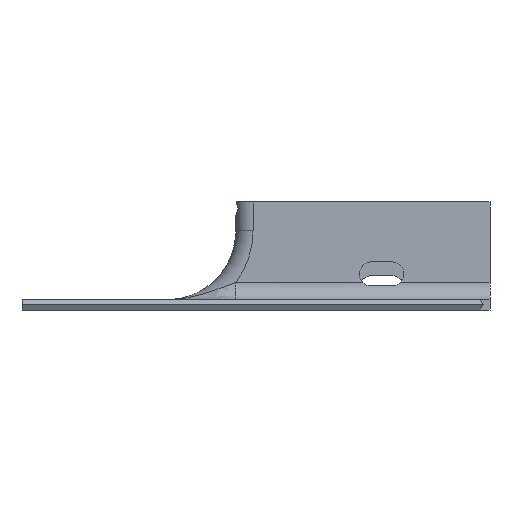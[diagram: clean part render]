
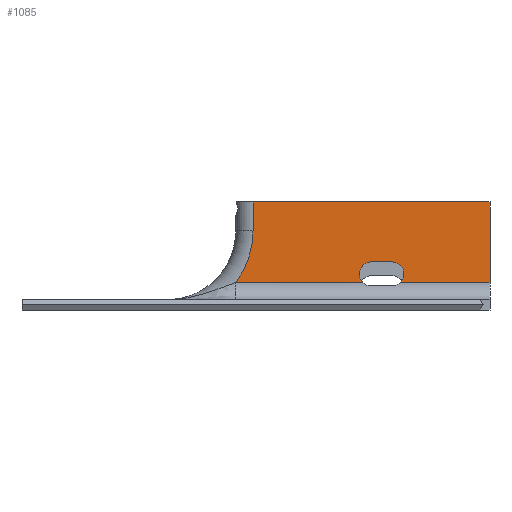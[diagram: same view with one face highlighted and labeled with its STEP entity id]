
A CAD part, left-side view. The second image highlights one B-rep face of the part: STEP entity #1085.
In plain terms, the highlighted planar face has unit normal (-1, 0, 0).
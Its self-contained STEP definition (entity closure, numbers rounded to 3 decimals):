
#63 = VERTEX_POINT ( 'NONE', #2123 ) ;
#85 = EDGE_CURVE ( 'NONE', #726, #2113, #1024, .T. ) ;
#108 = CARTESIAN_POINT ( 'NONE',  ( -43.774, 5.86, 6.5 ) ) ;
#120 = AXIS2_PLACEMENT_3D ( 'NONE', #322, #294, #819 ) ;
#136 = VERTEX_POINT ( 'NONE', #144 ) ;
#144 = CARTESIAN_POINT ( 'NONE',  ( -43.774, -68., 29.9 ) ) ;
#152 = DIRECTION ( 'NONE',  ( -1., 0., 0. ) ) ;
#167 = DIRECTION ( 'NONE',  ( 0., 1., 0. ) ) ;
#213 = ORIENTED_EDGE ( 'NONE', *, *, #1928, .T. ) ;
#264 = LINE ( 'NONE', #769, #1722 ) ;
#294 = DIRECTION ( 'NONE',  ( 1., 0., 0. ) ) ;
#297 = CIRCLE ( 'NONE', #1711, 3.5 ) ;
#319 = VERTEX_POINT ( 'NONE', #366 ) ;
#322 = CARTESIAN_POINT ( 'NONE',  ( -43.774, 5.86, 29.9 ) ) ;
#339 = DIRECTION ( 'NONE',  ( 1., 0., 0. ) ) ;
#343 = DIRECTION ( 'NONE',  ( 0., -1., 0. ) ) ;
#363 = LINE ( 'NONE', #657, #1545 ) ;
#364 = EDGE_CURVE ( 'NONE', #1427, #319, #680, .T. ) ;
#366 = CARTESIAN_POINT ( 'NONE',  ( -43.774, -33.5, 12.5 ) ) ;
#461 = EDGE_CURVE ( 'NONE', #533, #63, #264, .T. ) ;
#462 = ORIENTED_EDGE ( 'NONE', *, *, #364, .F. ) ;
#475 = PLANE ( 'NONE',  #120 ) ;
#489 = VERTEX_POINT ( 'NONE', #1601 ) ;
#519 = CARTESIAN_POINT ( 'NONE',  ( -43.774, 0.86, 29.9 ) ) ;
#520 = CARTESIAN_POINT ( 'NONE',  ( -43.774, 5.86, 12.5 ) ) ;
#533 = VERTEX_POINT ( 'NONE', #108 ) ;
#544 = CIRCLE ( 'NONE', #1754, 25. ) ;
#611 = DIRECTION ( 'NONE',  ( 0., -1., 0. ) ) ;
#647 = EDGE_CURVE ( 'NONE', #136, #489, #1537, .T. ) ;
#657 = CARTESIAN_POINT ( 'NONE',  ( -43.774, 5.86, 29.9 ) ) ;
#680 = LINE ( 'NONE', #520, #2063 ) ;
#684 = ORIENTED_EDGE ( 'NONE', *, *, #1386, .T. ) ;
#699 = DIRECTION ( 'NONE',  ( 0., 1., 0. ) ) ;
#700 = CARTESIAN_POINT ( 'NONE',  ( -43.774, -68., 29.9 ) ) ;
#726 = VERTEX_POINT ( 'NONE', #519 ) ;
#737 = CARTESIAN_POINT ( 'NONE',  ( -43.774, 5.86, 6.5 ) ) ;
#753 = EDGE_CURVE ( 'NONE', #726, #136, #363, .T. ) ;
#769 = CARTESIAN_POINT ( 'NONE',  ( -43.774, 5.86, 6.5 ) ) ;
#805 = DIRECTION ( 'NONE',  ( 0., 0., -1. ) ) ;
#819 = DIRECTION ( 'NONE',  ( 0., 1., 0. ) ) ;
#847 = CARTESIAN_POINT ( 'NONE',  ( -43.774, 0.86, 29.9 ) ) ;
#851 = DIRECTION ( 'NONE',  ( 0., 1., 0. ) ) ;
#855 = VERTEX_POINT ( 'NONE', #1568 ) ;
#885 = CIRCLE ( 'NONE', #1234, 3.5 ) ;
#966 = CARTESIAN_POINT ( 'NONE',  ( -43.774, 25.86, 21.5 ) ) ;
#989 = CARTESIAN_POINT ( 'NONE',  ( -43.774, -39.5, 12.5 ) ) ;
#1024 = LINE ( 'NONE', #847, #1826 ) ;
#1085 = ADVANCED_FACE ( 'NONE', ( #1466 ), #475, .F. ) ;
#1141 = ORIENTED_EDGE ( 'NONE', *, *, #2042, .F. ) ;
#1159 = VECTOR ( 'NONE', #1731, 1000. ) ;
#1177 = DIRECTION ( 'NONE',  ( -1., 0., 0. ) ) ;
#1199 = CARTESIAN_POINT ( 'NONE',  ( -43.774, -39.5, 9. ) ) ;
#1234 = AXIS2_PLACEMENT_3D ( 'NONE', #1633, #152, #167 ) ;
#1312 = ORIENTED_EDGE ( 'NONE', *, *, #461, .T. ) ;
#1358 = DIRECTION ( 'NONE',  ( 0., 0., -1. ) ) ;
#1378 = CARTESIAN_POINT ( 'NONE',  ( -43.774, 0.86, 21.5 ) ) ;
#1382 = LINE ( 'NONE', #737, #1159 ) ;
#1386 = EDGE_CURVE ( 'NONE', #2113, #533, #544, .T. ) ;
#1404 = EDGE_LOOP ( 'NONE', ( #1531, #462, #1141, #213, #1619, #1499, #1488, #684, #1312 ) ) ;
#1427 = VERTEX_POINT ( 'NONE', #989 ) ;
#1466 = FACE_OUTER_BOUND ( 'NONE', #1404, .T. ) ;
#1488 = ORIENTED_EDGE ( 'NONE', *, *, #85, .T. ) ;
#1499 = ORIENTED_EDGE ( 'NONE', *, *, #753, .F. ) ;
#1531 = ORIENTED_EDGE ( 'NONE', *, *, #2007, .F. ) ;
#1537 = LINE ( 'NONE', #700, #2065 ) ;
#1545 = VECTOR ( 'NONE', #343, 1000. ) ;
#1568 = CARTESIAN_POINT ( 'NONE',  ( -43.774, -41.949, 6.5 ) ) ;
#1601 = CARTESIAN_POINT ( 'NONE',  ( -43.774, -68., 6.5 ) ) ;
#1619 = ORIENTED_EDGE ( 'NONE', *, *, #647, .F. ) ;
#1633 = CARTESIAN_POINT ( 'NONE',  ( -43.774, -33.5, 9. ) ) ;
#1711 = AXIS2_PLACEMENT_3D ( 'NONE', #1199, #1177, #699 ) ;
#1722 = VECTOR ( 'NONE', #611, 1000. ) ;
#1731 = DIRECTION ( 'NONE',  ( 0., -1., 0. ) ) ;
#1754 = AXIS2_PLACEMENT_3D ( 'NONE', #966, #339, #2002 ) ;
#1826 = VECTOR ( 'NONE', #805, 1000. ) ;
#1928 = EDGE_CURVE ( 'NONE', #855, #489, #1382, .T. ) ;
#2002 = DIRECTION ( 'NONE',  ( 0., 1., 0. ) ) ;
#2007 = EDGE_CURVE ( 'NONE', #319, #63, #885, .T. ) ;
#2042 = EDGE_CURVE ( 'NONE', #855, #1427, #297, .T. ) ;
#2063 = VECTOR ( 'NONE', #851, 1000. ) ;
#2065 = VECTOR ( 'NONE', #1358, 1000. ) ;
#2113 = VERTEX_POINT ( 'NONE', #1378 ) ;
#2123 = CARTESIAN_POINT ( 'NONE',  ( -43.774, -31.051, 6.5 ) ) ;
